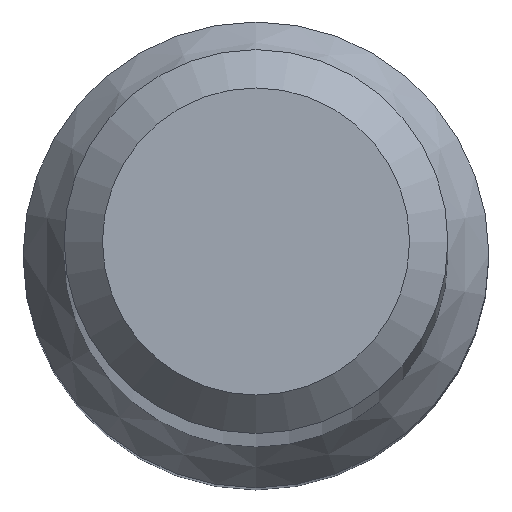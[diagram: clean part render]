
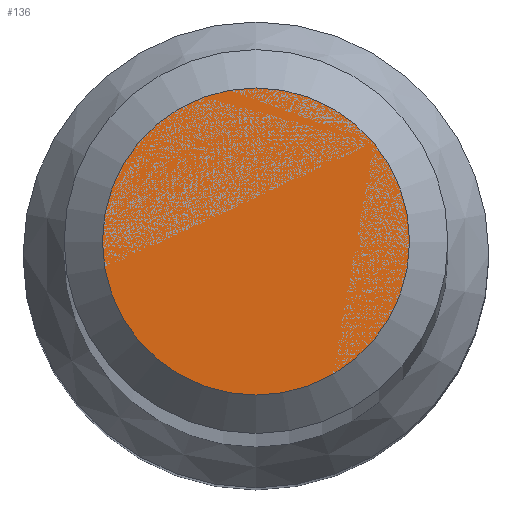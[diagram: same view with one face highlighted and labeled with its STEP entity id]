
A CAD part, top view. The second image highlights one B-rep face of the part: STEP entity #136.
In plain terms, the highlighted planar face has unit normal (0, 0, 1).
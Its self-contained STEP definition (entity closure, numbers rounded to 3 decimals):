
#72 = DIRECTION ( 'NONE',  ( 0., 0., -1. ) ) ;
#96 = AXIS2_PLACEMENT_3D ( 'NONE', #235, #143, #190 ) ;
#133 = AXIS2_PLACEMENT_3D ( 'NONE', #164, #72, #165 ) ;
#136 = ADVANCED_FACE ( 'NONE', ( #272 ), #141, .F. ) ;
#141 = PLANE ( 'NONE',  #133 ) ;
#143 = DIRECTION ( 'NONE',  ( 0., 0., -1. ) ) ;
#164 = CARTESIAN_POINT ( 'NONE',  ( 0., 0., 70. ) ) ;
#165 = DIRECTION ( 'NONE',  ( 0., 1., 0. ) ) ;
#178 = EDGE_CURVE ( 'NONE', #262, #262, #238, .T. ) ;
#186 = EDGE_LOOP ( 'NONE', ( #252 ) ) ;
#190 = DIRECTION ( 'NONE',  ( 0., 1., 0. ) ) ;
#235 = CARTESIAN_POINT ( 'NONE',  ( 0., 0., 70. ) ) ;
#238 = CIRCLE ( 'NONE', #96, 1.2 ) ;
#252 = ORIENTED_EDGE ( 'NONE', *, *, #178, .F. ) ;
#262 = VERTEX_POINT ( 'NONE', #281 ) ;
#272 = FACE_OUTER_BOUND ( 'NONE', #186, .T. ) ;
#281 = CARTESIAN_POINT ( 'NONE',  ( 0., 1.2, 70. ) ) ;
